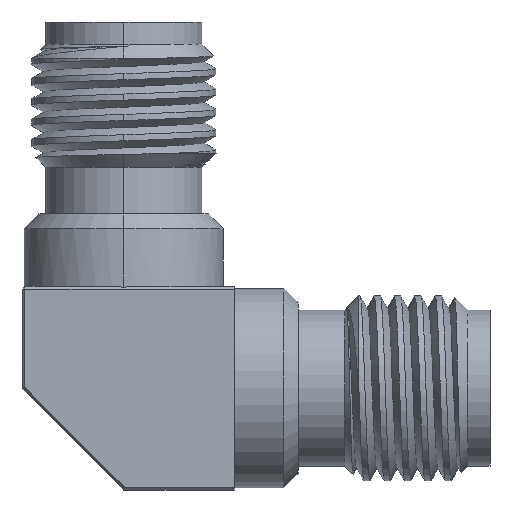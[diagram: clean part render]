
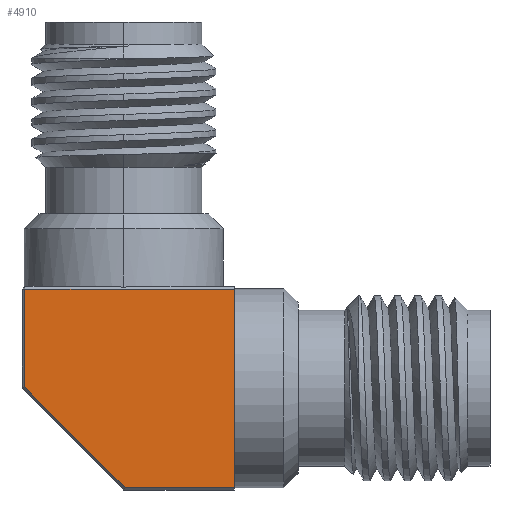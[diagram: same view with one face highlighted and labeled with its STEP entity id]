
A CAD part, left-side view. The second image highlights one B-rep face of the part: STEP entity #4910.
In plain terms, the highlighted planar face has unit normal (-1, 0, 0).
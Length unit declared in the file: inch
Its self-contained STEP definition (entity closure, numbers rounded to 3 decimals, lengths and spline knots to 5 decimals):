
#164 = EDGE_LOOP ( 'NONE', ( #4902, #5809, #2336, #4033, #1301 ) ) ;
#170 = VECTOR ( 'NONE', #4996, 39.37008 ) ;
#287 = DIRECTION ( 'NONE',  ( 1., 0., 0. ) ) ;
#524 = EDGE_CURVE ( 'NONE', #3818, #5260, #661, .T. ) ;
#661 = LINE ( 'NONE', #4515, #5245 ) ;
#760 = CARTESIAN_POINT ( 'NONE',  ( -0.22614, -0.04502, 0.32327 ) ) ;
#1301 = ORIENTED_EDGE ( 'NONE', *, *, #524, .T. ) ;
#1613 = EDGE_CURVE ( 'NONE', #2536, #4135, #3145, .T. ) ;
#1849 = VECTOR ( 'NONE', #3212, 39.37008 ) ;
#2101 = CARTESIAN_POINT ( 'NONE',  ( -0.22614, 0.03372, 0.32721 ) ) ;
#2254 = DIRECTION ( 'NONE',  ( 0., -0.707, -0.707 ) ) ;
#2336 = ORIENTED_EDGE ( 'NONE', *, *, #1613, .F. ) ;
#2350 = CARTESIAN_POINT ( 'NONE',  ( -0.22614, 0.18055, 0.32606 ) ) ;
#2536 = VERTEX_POINT ( 'NONE', #6082 ) ;
#2598 = CARTESIAN_POINT ( 'NONE',  ( -0.22614, 0.32113, 0.59493 ) ) ;
#2604 = CARTESIAN_POINT ( 'NONE',  ( -0.22614, 0.1817, 0.32721 ) ) ;
#2729 = CARTESIAN_POINT ( 'NONE',  ( -0.22614, -0.04502, 0.32721 ) ) ;
#2980 = VECTOR ( 'NONE', #4166, 39.37008 ) ;
#3145 = LINE ( 'NONE', #4612, #1849 ) ;
#3212 = DIRECTION ( 'NONE',  ( 0., 0., -1. ) ) ;
#3228 = CARTESIAN_POINT ( 'NONE',  ( -0.22614, 0.31719, 0.59493 ) ) ;
#3310 = CARTESIAN_POINT ( 'NONE',  ( -0.22614, 0.31719, 0.4627 ) ) ;
#3316 = EDGE_CURVE ( 'NONE', #5260, #3685, #5187, .T. ) ;
#3512 = EDGE_CURVE ( 'NONE', #3685, #4135, #6066, .T. ) ;
#3685 = VERTEX_POINT ( 'NONE', #2604 ) ;
#3776 = AXIS2_PLACEMENT_3D ( 'NONE', #760, #287, #5644 ) ;
#3818 = VERTEX_POINT ( 'NONE', #3228 ) ;
#4002 = LINE ( 'NONE', #2598, #170 ) ;
#4033 = ORIENTED_EDGE ( 'NONE', *, *, #4189, .T. ) ;
#4135 = VERTEX_POINT ( 'NONE', #2101 ) ;
#4166 = DIRECTION ( 'NONE',  ( 0., -1., 0. ) ) ;
#4189 = EDGE_CURVE ( 'NONE', #2536, #3818, #4002, .T. ) ;
#4515 = CARTESIAN_POINT ( 'NONE',  ( -0.22614, 0.31719, 0.32327 ) ) ;
#4612 = CARTESIAN_POINT ( 'NONE',  ( -0.22614, 0.03372, 0.32327 ) ) ;
#4902 = ORIENTED_EDGE ( 'NONE', *, *, #3316, .T. ) ;
#4910 = ADVANCED_FACE ( 'NONE', ( #6015 ), #5174, .F. ) ;
#4918 = DIRECTION ( 'NONE',  ( 0., 0., -1. ) ) ;
#4996 = DIRECTION ( 'NONE',  ( 0., 1., 0. ) ) ;
#5174 = PLANE ( 'NONE',  #3776 ) ;
#5187 = LINE ( 'NONE', #2350, #6060 ) ;
#5245 = VECTOR ( 'NONE', #4918, 39.37008 ) ;
#5260 = VERTEX_POINT ( 'NONE', #3310 ) ;
#5644 = DIRECTION ( 'NONE',  ( 0., 1., 0. ) ) ;
#5809 = ORIENTED_EDGE ( 'NONE', *, *, #3512, .T. ) ;
#6015 = FACE_OUTER_BOUND ( 'NONE', #164, .T. ) ;
#6060 = VECTOR ( 'NONE', #2254, 39.37008 ) ;
#6066 = LINE ( 'NONE', #2729, #2980 ) ;
#6082 = CARTESIAN_POINT ( 'NONE',  ( -0.22614, 0.03372, 0.59493 ) ) ;
